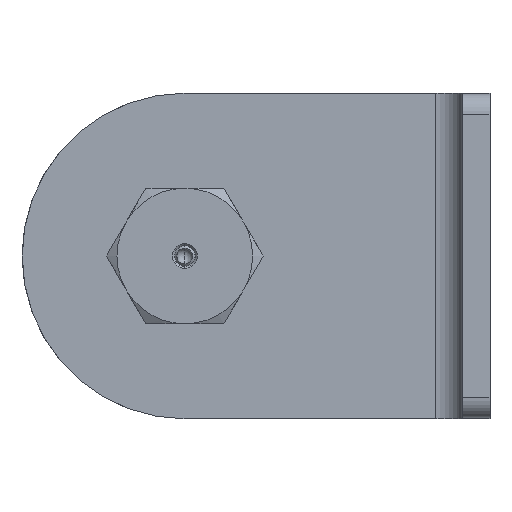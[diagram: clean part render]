
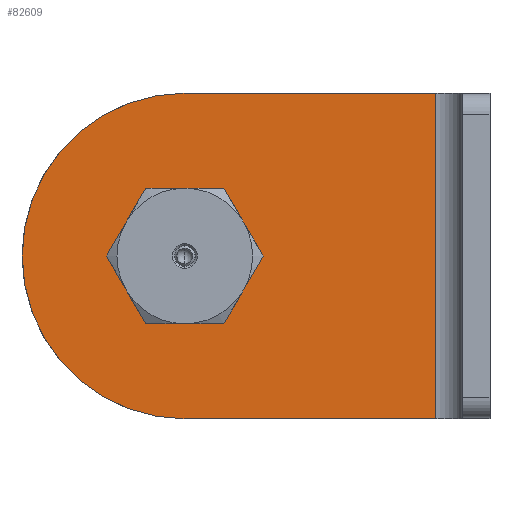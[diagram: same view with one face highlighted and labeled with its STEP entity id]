
A CAD part, left-side view. The second image highlights one B-rep face of the part: STEP entity #82609.
In plain terms, the highlighted planar face has unit normal (-1, 0, 0).
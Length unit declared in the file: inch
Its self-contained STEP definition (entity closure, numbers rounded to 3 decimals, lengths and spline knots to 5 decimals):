
#657 = CARTESIAN_POINT ( 'NONE',  ( -7.822, -2.812, -1.5 ) ) ;
#3694 = VECTOR ( 'NONE', #79933, 39.37008 ) ;
#9276 = CARTESIAN_POINT ( 'NONE',  ( -7.822, -2.812, 1.5 ) ) ;
#10900 = ORIENTED_EDGE ( 'NONE', *, *, #24543, .F. ) ;
#11136 = ORIENTED_EDGE ( 'NONE', *, *, #14190, .F. ) ;
#13096 = EDGE_CURVE ( 'NONE', #17441, #70367, #44568, .T. ) ;
#13763 = CARTESIAN_POINT ( 'NONE',  ( -7.822, -2.312, 1.5 ) ) ;
#14190 = EDGE_CURVE ( 'NONE', #15417, #87204, #71456, .T. ) ;
#15417 = VERTEX_POINT ( 'NONE', #93897 ) ;
#17441 = VERTEX_POINT ( 'NONE', #83120 ) ;
#18404 = CARTESIAN_POINT ( 'NONE',  ( -7.822, -2.812, 1.5 ) ) ;
#19110 = AXIS2_PLACEMENT_3D ( 'NONE', #70665, #105532, #27358 ) ;
#19337 = EDGE_LOOP ( 'NONE', ( #11136, #29193 ) ) ;
#22031 = CIRCLE ( 'NONE', #42071, 0.453 ) ;
#22558 = CARTESIAN_POINT ( 'NONE',  ( -7.822, -2.312, -1.5 ) ) ;
#24543 = EDGE_CURVE ( 'NONE', #50410, #35992, #81019, .T. ) ;
#25439 = ORIENTED_EDGE ( 'NONE', *, *, #56696, .T. ) ;
#27358 = DIRECTION ( 'NONE',  ( 0., 0., 1. ) ) ;
#28634 = DIRECTION ( 'NONE',  ( -1., 0., 0. ) ) ;
#29193 = ORIENTED_EDGE ( 'NONE', *, *, #36846, .F. ) ;
#30046 = CIRCLE ( 'NONE', #19110, 1.5 ) ;
#35992 = VERTEX_POINT ( 'NONE', #36212 ) ;
#36190 = AXIS2_PLACEMENT_3D ( 'NONE', #18404, #28634, #44608 ) ;
#36212 = CARTESIAN_POINT ( 'NONE',  ( -7.822, -0.002, -1.5 ) ) ;
#36846 = EDGE_CURVE ( 'NONE', #87204, #15417, #22031, .T. ) ;
#41642 = DIRECTION ( 'NONE',  ( -1., 0., 0. ) ) ;
#42071 = AXIS2_PLACEMENT_3D ( 'NONE', #74472, #76700, #111578 ) ;
#44532 = DIRECTION ( 'NONE',  ( 0., 1., 0. ) ) ;
#44568 = LINE ( 'NONE', #9276, #3694 ) ;
#44608 = DIRECTION ( 'NONE',  ( 0., 0., 1. ) ) ;
#49328 = VECTOR ( 'NONE', #107382, 39.37008 ) ;
#50410 = VERTEX_POINT ( 'NONE', #22558 ) ;
#50470 = CARTESIAN_POINT ( 'NONE',  ( -7.822, 0., -0.453 ) ) ;
#55375 = FACE_BOUND ( 'NONE', #19337, .T. ) ;
#56696 = EDGE_CURVE ( 'NONE', #70367, #35992, #30046, .T. ) ;
#57428 = CARTESIAN_POINT ( 'NONE',  ( -7.822, -0.002, 1.5 ) ) ;
#57587 = CARTESIAN_POINT ( 'NONE',  ( -7.822, 0., 0. ) ) ;
#65369 = VECTOR ( 'NONE', #44532, 39.37008 ) ;
#70232 = ORIENTED_EDGE ( 'NONE', *, *, #13096, .T. ) ;
#70367 = VERTEX_POINT ( 'NONE', #57428 ) ;
#70665 = CARTESIAN_POINT ( 'NONE',  ( -7.822, -0.002, 0. ) ) ;
#71456 = CIRCLE ( 'NONE', #91516, 0.453 ) ;
#71961 = FACE_OUTER_BOUND ( 'NONE', #75255, .T. ) ;
#74472 = CARTESIAN_POINT ( 'NONE',  ( -7.822, 0., 0. ) ) ;
#75255 = EDGE_LOOP ( 'NONE', ( #25439, #10900, #75646, #70232 ) ) ;
#75646 = ORIENTED_EDGE ( 'NONE', *, *, #106288, .F. ) ;
#76700 = DIRECTION ( 'NONE',  ( -1., 0., 0. ) ) ;
#79933 = DIRECTION ( 'NONE',  ( 0., 1., 0. ) ) ;
#81019 = LINE ( 'NONE', #657, #65369 ) ;
#82609 = ADVANCED_FACE ( 'NONE', ( #55375, #71961 ), #96590, .T. ) ;
#83120 = CARTESIAN_POINT ( 'NONE',  ( -7.822, -2.312, 1.5 ) ) ;
#87204 = VERTEX_POINT ( 'NONE', #50470 ) ;
#91516 = AXIS2_PLACEMENT_3D ( 'NONE', #57587, #41642, #109052 ) ;
#93897 = CARTESIAN_POINT ( 'NONE',  ( -7.822, 0., 0.453 ) ) ;
#96590 = PLANE ( 'NONE',  #36190 ) ;
#105532 = DIRECTION ( 'NONE',  ( -1., 0., 0. ) ) ;
#106288 = EDGE_CURVE ( 'NONE', #17441, #50410, #106798, .T. ) ;
#106798 = LINE ( 'NONE', #13763, #49328 ) ;
#107382 = DIRECTION ( 'NONE',  ( 0., 0., -1. ) ) ;
#109052 = DIRECTION ( 'NONE',  ( 0., 0., 1. ) ) ;
#111578 = DIRECTION ( 'NONE',  ( 0., 0., 1. ) ) ;
